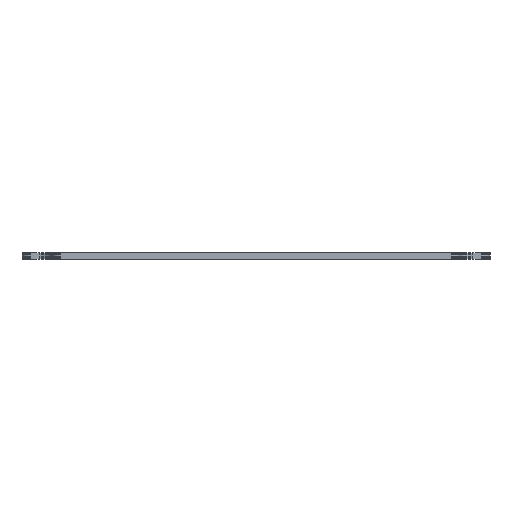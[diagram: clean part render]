
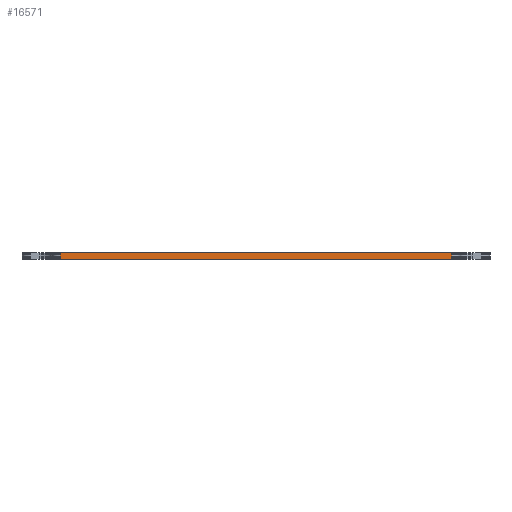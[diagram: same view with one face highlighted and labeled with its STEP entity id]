
A CAD part, left-side view. The second image highlights one B-rep face of the part: STEP entity #16571.
In plain terms, the highlighted planar face has unit normal (-1, 0, 0).
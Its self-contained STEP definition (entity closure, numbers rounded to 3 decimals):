
#83 = PLANE('',#84);
#84 = AXIS2_PLACEMENT_3D('',#85,#86,#87);
#85 = CARTESIAN_POINT('',(150.582,-103.861,1.58));
#86 = DIRECTION('',(-0.,-0.,-1.));
#87 = DIRECTION('',(-1.,0.,0.));
#137 = PLANE('',#138);
#138 = AXIS2_PLACEMENT_3D('',#139,#140,#141);
#139 = CARTESIAN_POINT('',(150.582,-103.861,0.));
#140 = DIRECTION('',(-0.,-0.,-1.));
#141 = DIRECTION('',(-1.,0.,0.));
#3690 = VERTEX_POINT('',#3691);
#3691 = CARTESIAN_POINT('',(114.832,-149.661,0.));
#3705 = PLANE('',#3706);
#3706 = AXIS2_PLACEMENT_3D('',#3707,#3708,#3709);
#3707 = CARTESIAN_POINT('',(114.834,-149.804,0.));
#3708 = DIRECTION('',(-1.,-0.017,0.));
#3709 = DIRECTION('',(-0.017,1.,0.));
#3717 = EDGE_CURVE('',#3690,#3718,#3720,.T.);
#3718 = VERTEX_POINT('',#3719);
#3719 = CARTESIAN_POINT('',(114.832,-58.061,0.));
#3720 = SURFACE_CURVE('',#3721,(#3725,#3732),.PCURVE_S1.);
#3721 = LINE('',#3722,#3723);
#3722 = CARTESIAN_POINT('',(114.832,-149.661,0.));
#3723 = VECTOR('',#3724,1.);
#3724 = DIRECTION('',(0.,1.,0.));
#3725 = PCURVE('',#137,#3726);
#3726 = DEFINITIONAL_REPRESENTATION('',(#3727),#3731);
#3727 = LINE('',#3728,#3729);
#3728 = CARTESIAN_POINT('',(35.75,-45.8));
#3729 = VECTOR('',#3730,1.);
#3730 = DIRECTION('',(0.,1.));
#3731 = ( GEOMETRIC_REPRESENTATION_CONTEXT(2) 
PARAMETRIC_REPRESENTATION_CONTEXT() REPRESENTATION_CONTEXT('2D SPACE',''
  ) );
#3732 = PCURVE('',#3733,#3738);
#3733 = PLANE('',#3734);
#3734 = AXIS2_PLACEMENT_3D('',#3735,#3736,#3737);
#3735 = CARTESIAN_POINT('',(114.832,-149.661,0.));
#3736 = DIRECTION('',(-1.,0.,0.));
#3737 = DIRECTION('',(0.,1.,0.));
#3738 = DEFINITIONAL_REPRESENTATION('',(#3739),#3743);
#3739 = LINE('',#3740,#3741);
#3740 = CARTESIAN_POINT('',(0.,0.));
#3741 = VECTOR('',#3742,1.);
#3742 = DIRECTION('',(1.,0.));
#3743 = ( GEOMETRIC_REPRESENTATION_CONTEXT(2) 
PARAMETRIC_REPRESENTATION_CONTEXT() REPRESENTATION_CONTEXT('2D SPACE',''
  ) );
#3761 = PLANE('',#3762);
#3762 = AXIS2_PLACEMENT_3D('',#3763,#3764,#3765);
#3763 = CARTESIAN_POINT('',(114.832,-58.061,0.));
#3764 = DIRECTION('',(-1.,0.018,0.));
#3765 = DIRECTION('',(0.018,1.,0.));
#10714 = VERTEX_POINT('',#10715);
#10715 = CARTESIAN_POINT('',(114.832,-149.661,1.58));
#10736 = EDGE_CURVE('',#10714,#10737,#10739,.T.);
#10737 = VERTEX_POINT('',#10738);
#10738 = CARTESIAN_POINT('',(114.832,-58.061,1.58));
#10739 = SURFACE_CURVE('',#10740,(#10744,#10751),.PCURVE_S1.);
#10740 = LINE('',#10741,#10742);
#10741 = CARTESIAN_POINT('',(114.832,-149.661,1.58));
#10742 = VECTOR('',#10743,1.);
#10743 = DIRECTION('',(0.,1.,0.));
#10744 = PCURVE('',#83,#10745);
#10745 = DEFINITIONAL_REPRESENTATION('',(#10746),#10750);
#10746 = LINE('',#10747,#10748);
#10747 = CARTESIAN_POINT('',(35.75,-45.8));
#10748 = VECTOR('',#10749,1.);
#10749 = DIRECTION('',(0.,1.));
#10750 = ( GEOMETRIC_REPRESENTATION_CONTEXT(2) 
PARAMETRIC_REPRESENTATION_CONTEXT() REPRESENTATION_CONTEXT('2D SPACE',''
  ) );
#10751 = PCURVE('',#3733,#10752);
#10752 = DEFINITIONAL_REPRESENTATION('',(#10753),#10757);
#10753 = LINE('',#10754,#10755);
#10754 = CARTESIAN_POINT('',(0.,-1.58));
#10755 = VECTOR('',#10756,1.);
#10756 = DIRECTION('',(1.,0.));
#10757 = ( GEOMETRIC_REPRESENTATION_CONTEXT(2) 
PARAMETRIC_REPRESENTATION_CONTEXT() REPRESENTATION_CONTEXT('2D SPACE',''
  ) );
#16521 = EDGE_CURVE('',#3718,#10737,#16522,.T.);
#16522 = SURFACE_CURVE('',#16523,(#16527,#16534),.PCURVE_S1.);
#16523 = LINE('',#16524,#16525);
#16524 = CARTESIAN_POINT('',(114.832,-58.061,0.));
#16525 = VECTOR('',#16526,1.);
#16526 = DIRECTION('',(0.,0.,1.));
#16527 = PCURVE('',#3761,#16528);
#16528 = DEFINITIONAL_REPRESENTATION('',(#16529),#16533);
#16529 = LINE('',#16530,#16531);
#16530 = CARTESIAN_POINT('',(0.,0.));
#16531 = VECTOR('',#16532,1.);
#16532 = DIRECTION('',(0.,-1.));
#16533 = ( GEOMETRIC_REPRESENTATION_CONTEXT(2) 
PARAMETRIC_REPRESENTATION_CONTEXT() REPRESENTATION_CONTEXT('2D SPACE',''
  ) );
#16534 = PCURVE('',#3733,#16535);
#16535 = DEFINITIONAL_REPRESENTATION('',(#16536),#16540);
#16536 = LINE('',#16537,#16538);
#16537 = CARTESIAN_POINT('',(91.6,0.));
#16538 = VECTOR('',#16539,1.);
#16539 = DIRECTION('',(0.,-1.));
#16540 = ( GEOMETRIC_REPRESENTATION_CONTEXT(2) 
PARAMETRIC_REPRESENTATION_CONTEXT() REPRESENTATION_CONTEXT('2D SPACE',''
  ) );
#16571 = ADVANCED_FACE('',(#16572),#3733,.T.);
#16572 = FACE_BOUND('',#16573,.T.);
#16573 = EDGE_LOOP('',(#16574,#16595,#16596,#16597));
#16574 = ORIENTED_EDGE('',*,*,#16575,.T.);
#16575 = EDGE_CURVE('',#3690,#10714,#16576,.T.);
#16576 = SURFACE_CURVE('',#16577,(#16581,#16588),.PCURVE_S1.);
#16577 = LINE('',#16578,#16579);
#16578 = CARTESIAN_POINT('',(114.832,-149.661,0.));
#16579 = VECTOR('',#16580,1.);
#16580 = DIRECTION('',(0.,0.,1.));
#16581 = PCURVE('',#3733,#16582);
#16582 = DEFINITIONAL_REPRESENTATION('',(#16583),#16587);
#16583 = LINE('',#16584,#16585);
#16584 = CARTESIAN_POINT('',(0.,0.));
#16585 = VECTOR('',#16586,1.);
#16586 = DIRECTION('',(0.,-1.));
#16587 = ( GEOMETRIC_REPRESENTATION_CONTEXT(2) 
PARAMETRIC_REPRESENTATION_CONTEXT() REPRESENTATION_CONTEXT('2D SPACE',''
  ) );
#16588 = PCURVE('',#3705,#16589);
#16589 = DEFINITIONAL_REPRESENTATION('',(#16590),#16594);
#16590 = LINE('',#16591,#16592);
#16591 = CARTESIAN_POINT('',(0.143,0.));
#16592 = VECTOR('',#16593,1.);
#16593 = DIRECTION('',(0.,-1.));
#16594 = ( GEOMETRIC_REPRESENTATION_CONTEXT(2) 
PARAMETRIC_REPRESENTATION_CONTEXT() REPRESENTATION_CONTEXT('2D SPACE',''
  ) );
#16595 = ORIENTED_EDGE('',*,*,#10736,.T.);
#16596 = ORIENTED_EDGE('',*,*,#16521,.F.);
#16597 = ORIENTED_EDGE('',*,*,#3717,.F.);
